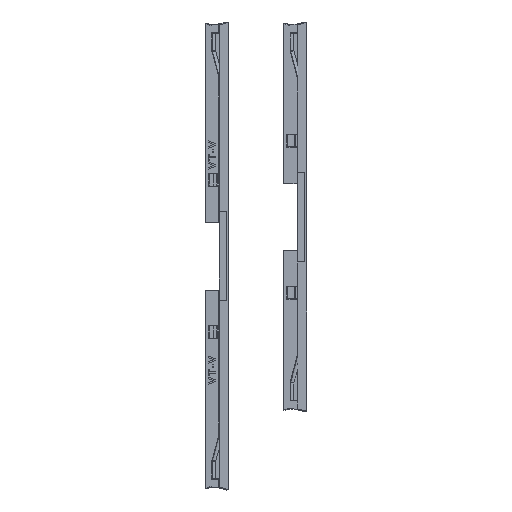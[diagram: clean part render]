
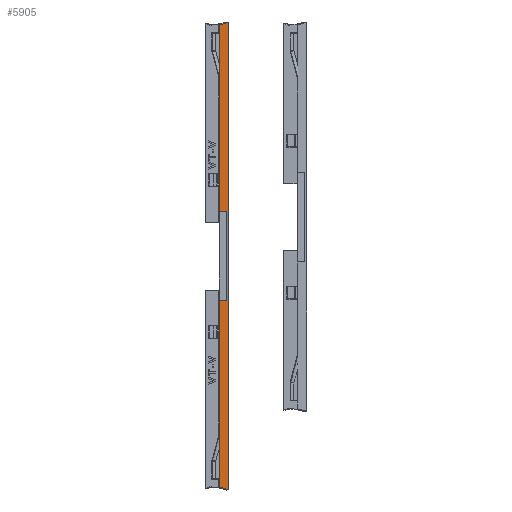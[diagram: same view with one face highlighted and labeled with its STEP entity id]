
A CAD part, top view. The second image highlights one B-rep face of the part: STEP entity #5905.
In plain terms, the highlighted planar face has unit normal (0, 0, 1).
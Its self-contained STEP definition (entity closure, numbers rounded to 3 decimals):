
#257=ELLIPSE('',#6396,0.414,0.4);
#258=ELLIPSE('',#6398,0.414,0.4);
#314=CIRCLE('',#6403,0.4);
#315=CIRCLE('',#6405,0.4);
#629=FACE_OUTER_BOUND('',#959,.T.);
#959=EDGE_LOOP('',(#5333,#5334,#5335,#5336,#5337,#5338,#5339,#5340,#5341,
#5342,#5343,#5344));
#1308=LINE('',#9212,#1970);
#1313=LINE('',#9224,#1975);
#1615=LINE('',#10269,#2277);
#1616=LINE('',#10279,#2278);
#1618=LINE('',#10282,#2280);
#1620=LINE('',#10289,#2282);
#1621=LINE('',#10291,#2283);
#1622=LINE('',#10293,#2284);
#1970=VECTOR('',#7206,10.);
#1975=VECTOR('',#7215,10.);
#2277=VECTOR('',#7981,10.);
#2278=VECTOR('',#7996,10.);
#2280=VECTOR('',#8000,10.);
#2282=VECTOR('',#8008,10.);
#2283=VECTOR('',#8009,10.);
#2284=VECTOR('',#8010,10.);
#2589=VERTEX_POINT('',#9209);
#2590=VERTEX_POINT('',#9211);
#2594=VERTEX_POINT('',#9221);
#2595=VERTEX_POINT('',#9223);
#2817=VERTEX_POINT('',#10266);
#2818=VERTEX_POINT('',#10268);
#2819=VERTEX_POINT('',#10274);
#2820=VERTEX_POINT('',#10278);
#2821=VERTEX_POINT('',#10284);
#2822=VERTEX_POINT('',#10288);
#2823=VERTEX_POINT('',#10290);
#2824=VERTEX_POINT('',#10292);
#3266=EDGE_CURVE('',#2589,#2590,#1308,.T.);
#3272=EDGE_CURVE('',#2594,#2595,#1313,.T.);
#3655=EDGE_CURVE('',#2818,#2817,#1615,.F.);
#3657=EDGE_CURVE('',#2589,#2818,#257,.T.);
#3658=EDGE_CURVE('',#2819,#2595,#258,.T.);
#3660=EDGE_CURVE('',#2819,#2820,#1616,.F.);
#3662=EDGE_CURVE('',#2820,#2817,#1618,.T.);
#3664=EDGE_CURVE('',#2821,#2594,#314,.F.);
#3665=EDGE_CURVE('',#2821,#2822,#1620,.T.);
#3666=EDGE_CURVE('',#2822,#2823,#1621,.T.);
#3667=EDGE_CURVE('',#2823,#2824,#1622,.T.);
#3668=EDGE_CURVE('',#2590,#2824,#315,.F.);
#5333=ORIENTED_EDGE('',*,*,#3662,.F.);
#5334=ORIENTED_EDGE('',*,*,#3660,.F.);
#5335=ORIENTED_EDGE('',*,*,#3658,.T.);
#5336=ORIENTED_EDGE('',*,*,#3272,.F.);
#5337=ORIENTED_EDGE('',*,*,#3664,.F.);
#5338=ORIENTED_EDGE('',*,*,#3665,.T.);
#5339=ORIENTED_EDGE('',*,*,#3666,.T.);
#5340=ORIENTED_EDGE('',*,*,#3667,.T.);
#5341=ORIENTED_EDGE('',*,*,#3668,.F.);
#5342=ORIENTED_EDGE('',*,*,#3266,.F.);
#5343=ORIENTED_EDGE('',*,*,#3657,.T.);
#5344=ORIENTED_EDGE('',*,*,#3655,.T.);
#5588=PLANE('',#6404);
#5905=ADVANCED_FACE('',(#629),#5588,.T.);
#6396=AXIS2_PLACEMENT_3D('',#10272,#7986,#7987);
#6398=AXIS2_PLACEMENT_3D('',#10275,#7990,#7991);
#6403=AXIS2_PLACEMENT_3D('',#10286,#8004,#8005);
#6404=AXIS2_PLACEMENT_3D('',#10287,#8006,#8007);
#6405=AXIS2_PLACEMENT_3D('',#10294,#8011,#8012);
#7206=DIRECTION('',(0.,-1.,0.));
#7215=DIRECTION('',(0.,-1.,0.));
#7981=DIRECTION('',(0.97,-0.244,0.));
#7986=DIRECTION('center_axis',(0.,0.,
-1.));
#7987=DIRECTION('ref_axis',(0.,1.,0.));
#7990=DIRECTION('center_axis',(0.,0.,
-1.));
#7991=DIRECTION('ref_axis',(0.,-1.,0.));
#7996=DIRECTION('',(0.97,0.244,0.));
#8000=DIRECTION('',(0.,1.,0.));
#8004=DIRECTION('center_axis',(0.,0.,
-1.));
#8005=DIRECTION('ref_axis',(-0.707,0.707,0.));
#8006=DIRECTION('center_axis',(0.,0.,
1.));
#8007=DIRECTION('ref_axis',(1.,0.,0.));
#8008=DIRECTION('',(-1.,0.,0.));
#8009=DIRECTION('',(0.,1.,0.));
#8010=DIRECTION('',(1.,0.,0.));
#8011=DIRECTION('center_axis',(0.,0.,
-1.));
#8012=DIRECTION('ref_axis',(-0.707,-0.707,0.));
#9209=CARTESIAN_POINT('',(14.4,121.408,-3.546));
#9211=CARTESIAN_POINT('',(14.4,-44.6,-3.546));
#9212=CARTESIAN_POINT('',(14.4,102.857,-3.546));
#9221=CARTESIAN_POINT('',(14.4,-125.4,-3.546));
#9223=CARTESIAN_POINT('',(14.4,-291.408,-3.546));
#9224=CARTESIAN_POINT('',(14.4,-163.643,-3.546));
#10266=CARTESIAN_POINT('',(6.2,123.587,-3.546));
#10268=CARTESIAN_POINT('',(14.414,121.518,-3.546));
#10269=CARTESIAN_POINT('',(11.782,122.181,-3.546));
#10272=CARTESIAN_POINT('Origin',(14.8,121.408,-3.546));
#10274=CARTESIAN_POINT('',(14.414,-291.518,-3.546));
#10275=CARTESIAN_POINT('Origin',(14.8,-291.408,-3.546));
#10278=CARTESIAN_POINT('',(6.2,-293.587,-3.546));
#10279=CARTESIAN_POINT('',(48.754,-282.87,-3.546));
#10282=CARTESIAN_POINT('',(6.2,30.86,-3.546));
#10284=CARTESIAN_POINT('',(14.8,-125.,-3.546));
#10286=CARTESIAN_POINT('Origin',(14.8,-125.4,-3.546));
#10287=CARTESIAN_POINT('Origin',(9.767,36.121,-3.546));
#10288=CARTESIAN_POINT('',(8.2,-125.,-3.546));
#10289=CARTESIAN_POINT('',(12.584,-125.,-3.546));
#10290=CARTESIAN_POINT('',(8.2,-45.,-3.546));
#10291=CARTESIAN_POINT('',(8.2,-44.44,-3.546));
#10292=CARTESIAN_POINT('',(14.8,-45.,-3.546));
#10293=CARTESIAN_POINT('',(8.984,-45.,-3.546));
#10294=CARTESIAN_POINT('Origin',(14.8,-44.6,-3.546));
